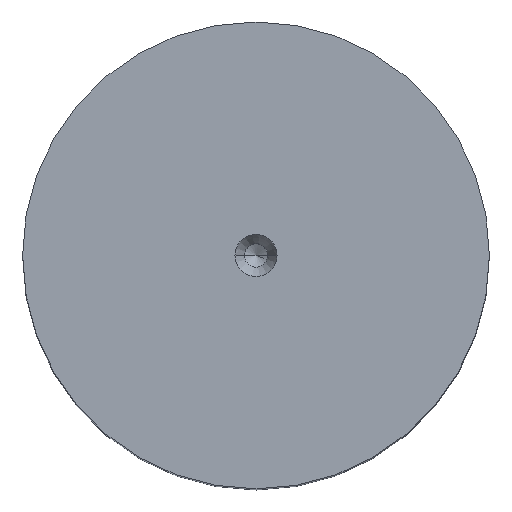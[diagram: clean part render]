
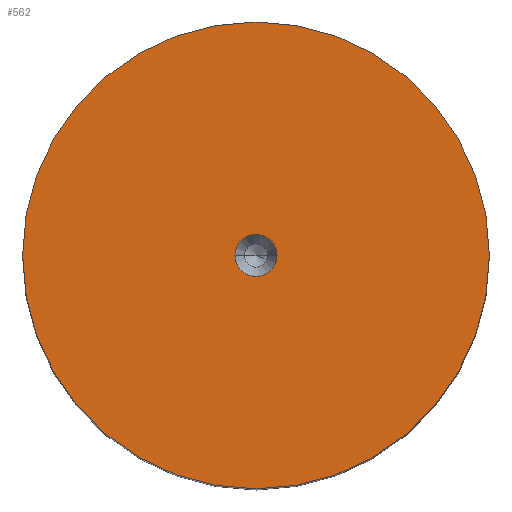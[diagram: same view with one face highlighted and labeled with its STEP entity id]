
A CAD part, top view. The second image highlights one B-rep face of the part: STEP entity #562.
In plain terms, the highlighted planar face has unit normal (0, 0, 1).
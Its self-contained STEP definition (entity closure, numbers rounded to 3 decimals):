
#26 = CARTESIAN_POINT ( 'NONE',  ( -2.25, 0., 110. ) ) ;
#30 = DIRECTION ( 'NONE',  ( 1., 0., 0. ) ) ;
#176 = EDGE_LOOP ( 'NONE', ( #2241, #1891 ) ) ;
#254 = CARTESIAN_POINT ( 'NONE',  ( 25., 0., 110. ) ) ;
#437 = CARTESIAN_POINT ( 'NONE',  ( 2.25, 0., 110. ) ) ;
#463 = EDGE_LOOP ( 'NONE', ( #725, #1218 ) ) ;
#562 = ADVANCED_FACE ( 'NONE', ( #626, #2114 ), #1593, .T. ) ;
#622 = DIRECTION ( 'NONE',  ( 0., 0., 1. ) ) ;
#626 = FACE_BOUND ( 'NONE', #463, .T. ) ;
#685 = VERTEX_POINT ( 'NONE', #254 ) ;
#725 = ORIENTED_EDGE ( 'NONE', *, *, #2296, .F. ) ;
#751 = CARTESIAN_POINT ( 'NONE',  ( 0., 0., 110. ) ) ;
#796 = EDGE_CURVE ( 'NONE', #1410, #1485, #2503, .T. ) ;
#800 = CARTESIAN_POINT ( 'NONE',  ( 0., 0., 110. ) ) ;
#938 = DIRECTION ( 'NONE',  ( 0., 0., 1. ) ) ;
#954 = CARTESIAN_POINT ( 'NONE',  ( 0., 0., 110. ) ) ;
#1004 = CARTESIAN_POINT ( 'NONE',  ( 0., 0., 110. ) ) ;
#1140 = DIRECTION ( 'NONE',  ( 1., 0., 0. ) ) ;
#1159 = DIRECTION ( 'NONE',  ( 0., 0., 1. ) ) ;
#1202 = DIRECTION ( 'NONE',  ( 0., 0., 1. ) ) ;
#1218 = ORIENTED_EDGE ( 'NONE', *, *, #796, .F. ) ;
#1259 = EDGE_CURVE ( 'NONE', #685, #1288, #2316, .T. ) ;
#1288 = VERTEX_POINT ( 'NONE', #2504 ) ;
#1302 = CARTESIAN_POINT ( 'NONE',  ( 0., 0., 110. ) ) ;
#1353 = DIRECTION ( 'NONE',  ( 1., 0., 0. ) ) ;
#1410 = VERTEX_POINT ( 'NONE', #437 ) ;
#1485 = VERTEX_POINT ( 'NONE', #26 ) ;
#1500 = DIRECTION ( 'NONE',  ( 1., 0., 0. ) ) ;
#1518 = CIRCLE ( 'NONE', #2461, 25. ) ;
#1593 = PLANE ( 'NONE',  #2368 ) ;
#1638 = CIRCLE ( 'NONE', #2248, 2.25 ) ;
#1874 = AXIS2_PLACEMENT_3D ( 'NONE', #751, #938, #1140 ) ;
#1891 = ORIENTED_EDGE ( 'NONE', *, *, #1259, .T. ) ;
#1930 = DIRECTION ( 'NONE',  ( 1., 0., 0. ) ) ;
#2114 = FACE_OUTER_BOUND ( 'NONE', #176, .T. ) ;
#2161 = EDGE_CURVE ( 'NONE', #1288, #685, #1518, .T. ) ;
#2241 = ORIENTED_EDGE ( 'NONE', *, *, #2161, .T. ) ;
#2248 = AXIS2_PLACEMENT_3D ( 'NONE', #1004, #1202, #30 ) ;
#2296 = EDGE_CURVE ( 'NONE', #1485, #1410, #1638, .T. ) ;
#2316 = CIRCLE ( 'NONE', #1874, 25. ) ;
#2323 = AXIS2_PLACEMENT_3D ( 'NONE', #1302, #2457, #1500 ) ;
#2368 = AXIS2_PLACEMENT_3D ( 'NONE', #800, #622, #1353 ) ;
#2457 = DIRECTION ( 'NONE',  ( 0., 0., 1. ) ) ;
#2461 = AXIS2_PLACEMENT_3D ( 'NONE', #954, #1159, #1930 ) ;
#2503 = CIRCLE ( 'NONE', #2323, 2.25 ) ;
#2504 = CARTESIAN_POINT ( 'NONE',  ( -25., 0., 110. ) ) ;
